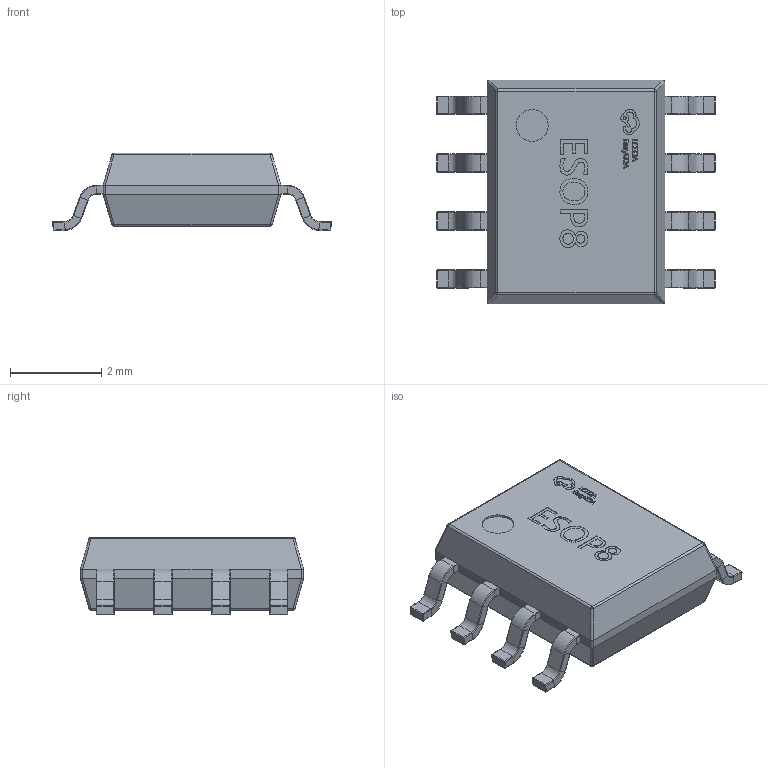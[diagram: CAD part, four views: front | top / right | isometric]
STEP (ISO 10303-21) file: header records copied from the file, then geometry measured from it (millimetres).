
FILE_DESCRIPTION (( 'STEP AP214' ), '1' );
FILE_NAME ('ESOP-8_L4.9-W3.9-H1.6-LS6.0-P1.27.step', '2022-07-26T09:44:04', ( '' ), ( '' ), 'SwSTEP 2.0', 'SolidWorks 2020', '' );
FILE_SCHEMA (( 'AUTOMOTIVE_DESIGN' ));
Length unit declared in the file: millimetre
Products named in the file (1): ESOP-8_L4.9-W3.9-H1.6-LS6.0-P1.27
Bounding box: 6.11 x 4.9 x 1.7 mm (x, y, z)
Volume: 29.1 mm3; surface area: 75.4 mm2
Topology: 22 solids, 22 shells, 822 faces, 1923 edges, 1146 vertices
Faces by surface type: plane 368, cylinder 190, bspline 152, torus 64, sphere 48
Entity records: 35652 total; most frequent: CARTESIAN_POINT 8716, ORIENTED_EDGE 3782, DIRECTION 3337, EDGE_CURVE 1891, VERTEX_POINT 1130, VECTOR 1123, LINE 1123, AXIS2_PLACEMENT_3D 1107
